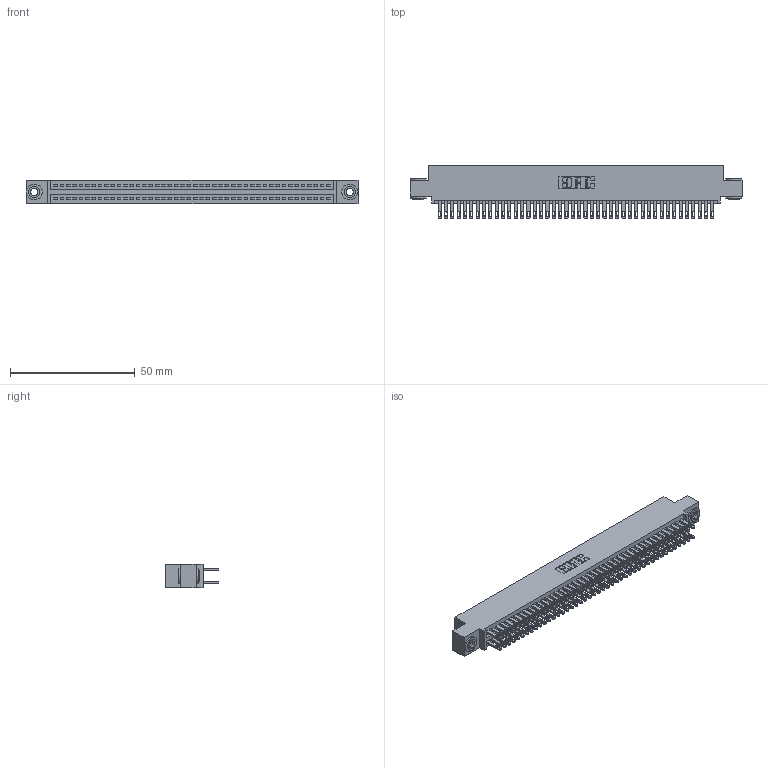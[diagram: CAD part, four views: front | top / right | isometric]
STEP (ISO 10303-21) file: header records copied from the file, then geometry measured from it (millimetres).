
FILE_DESCRIPTION (( 'STEP AP203' ), '1' );
FILE_NAME ('345-088-500-503.STEP', '2019-11-01T09:57:32', ( '' ), ( '' ), 'SwSTEP 2.0', 'SolidWorks 2016', '' );
FILE_SCHEMA (( 'CONFIG_CONTROL_DESIGN' ));
Length unit declared in the file: inch
Products named in the file (4): 345-250-002_345-250-002-102; 345-088-500-503; 345 Part_0.110 Offset - 0.156 Dia-TH; 345-292-001_345-293-100
Assembly tree (91 placements, depth 2):
  345-088-500-503
    345 Part_0.110 Offset - 0.156 Dia-TH
    345-292-001_345-293-100  x88
    345-250-002_345-250-002-102  x2
Bounding box: 132.97 x 21.51 x 9.4 mm (x, y, z)
Volume: 13150.3 mm3; surface area: 20672.3 mm2
Topology: 91 solids, 91 shells, 4216 faces, 12837 edges, 8554 vertices
Faces by surface type: plane 2470, cylinder 1738, cone 8
Entity records: 34966 total; most frequent: CARTESIAN_POINT 5835, ORIENTED_EDGE 5762, DIRECTION 5175, EDGE_CURVE 2881, VECTOR 2545, LINE 2545, VERTEX_POINT 1918, AXIS2_PLACEMENT_3D 1315
